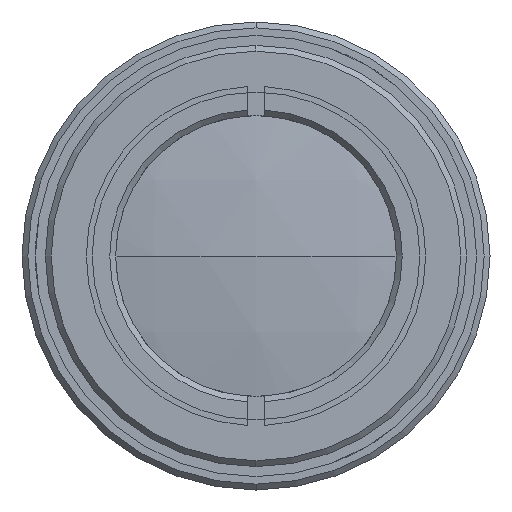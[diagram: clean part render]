
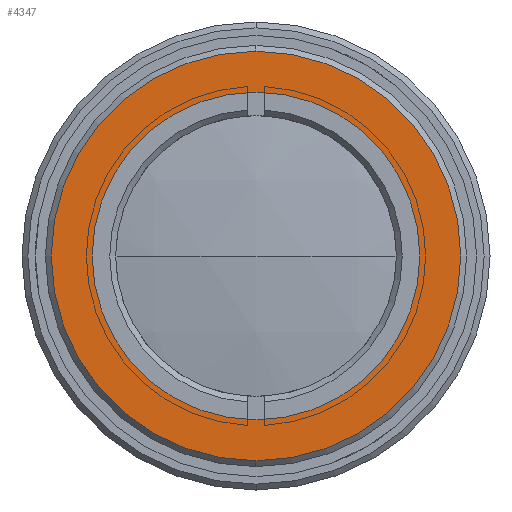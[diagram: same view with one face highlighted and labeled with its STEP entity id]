
A CAD part, left-side view. The second image highlights one B-rep face of the part: STEP entity #4347.
In plain terms, the highlighted planar face has unit normal (-1, 0, 0).
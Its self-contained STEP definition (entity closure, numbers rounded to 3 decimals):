
#35 = AXIS2_PLACEMENT_3D ( 'NONE', #2681, #2712, #2699 ) ;
#41 = AXIS2_PLACEMENT_3D ( 'NONE', #3218, #3097, #3069 ) ;
#57 = AXIS2_PLACEMENT_3D ( 'NONE', #3413, #3402, #3400 ) ;
#70 = AXIS2_PLACEMENT_3D ( 'NONE', #4073, #3996, #4047 ) ;
#114 = EDGE_CURVE ( 'NONE', #1536, #3743, #163, .T. ) ;
#163 = CIRCLE ( 'NONE', #70, 17.5 ) ;
#168 = EDGE_CURVE ( 'NONE', #3743, #1536, #1200, .T. ) ;
#183 = EDGE_CURVE ( 'NONE', #3367, #1030, #450, .T. ) ;
#205 = EDGE_CURVE ( 'NONE', #1030, #3367, #4296, .T. ) ;
#256 = CARTESIAN_POINT ( 'NONE',  ( 132.34, 0., -17.5 ) ) ;
#450 = CIRCLE ( 'NONE', #41, 14. ) ;
#457 = CARTESIAN_POINT ( 'NONE',  ( 132.34, 17.5, 0. ) ) ;
#458 = ORIENTED_EDGE ( 'NONE', *, *, #114, .T. ) ;
#607 = ORIENTED_EDGE ( 'NONE', *, *, #168, .T. ) ;
#797 = DIRECTION ( 'NONE',  ( 0., 0., -1. ) ) ;
#1030 = VERTEX_POINT ( 'NONE', #1753 ) ;
#1200 = CIRCLE ( 'NONE', #57, 17.5 ) ;
#1536 = VERTEX_POINT ( 'NONE', #256 ) ;
#1753 = CARTESIAN_POINT ( 'NONE',  ( 132.34, 0., -14. ) ) ;
#1786 = EDGE_LOOP ( 'NONE', ( #607, #458 ) ) ;
#1902 = EDGE_LOOP ( 'NONE', ( #3082, #3868 ) ) ;
#2681 = CARTESIAN_POINT ( 'NONE',  ( 132.34, 0., 0. ) ) ;
#2699 = DIRECTION ( 'NONE',  ( 0., 0., 1. ) ) ;
#2711 = AXIS2_PLACEMENT_3D ( 'NONE', #457, #2878, #797 ) ;
#2712 = DIRECTION ( 'NONE',  ( -1., 0., 0. ) ) ;
#2878 = DIRECTION ( 'NONE',  ( 1., 0., 0. ) ) ;
#3069 = DIRECTION ( 'NONE',  ( 0., 0., 1. ) ) ;
#3082 = ORIENTED_EDGE ( 'NONE', *, *, #183, .F. ) ;
#3097 = DIRECTION ( 'NONE',  ( -1., 0., 0. ) ) ;
#3218 = CARTESIAN_POINT ( 'NONE',  ( 132.34, 0., 0. ) ) ;
#3304 = FACE_OUTER_BOUND ( 'NONE', #1786, .T. ) ;
#3364 = CARTESIAN_POINT ( 'NONE',  ( 132.34, 0., 14. ) ) ;
#3367 = VERTEX_POINT ( 'NONE', #3364 ) ;
#3400 = DIRECTION ( 'NONE',  ( 0., 0., 1. ) ) ;
#3402 = DIRECTION ( 'NONE',  ( -1., 0., 0. ) ) ;
#3413 = CARTESIAN_POINT ( 'NONE',  ( 132.34, 0., 0. ) ) ;
#3517 = CARTESIAN_POINT ( 'NONE',  ( 132.34, 0., 17.5 ) ) ;
#3546 = PLANE ( 'NONE',  #2711 ) ;
#3743 = VERTEX_POINT ( 'NONE', #3517 ) ;
#3868 = ORIENTED_EDGE ( 'NONE', *, *, #205, .F. ) ;
#3996 = DIRECTION ( 'NONE',  ( -1., 0., 0. ) ) ;
#4047 = DIRECTION ( 'NONE',  ( 0., 0., 1. ) ) ;
#4073 = CARTESIAN_POINT ( 'NONE',  ( 132.34, 0., 0. ) ) ;
#4165 = FACE_BOUND ( 'NONE', #1902, .T. ) ;
#4296 = CIRCLE ( 'NONE', #35, 14. ) ;
#4347 = ADVANCED_FACE ( 'NONE', ( #4165, #3304 ), #3546, .F. ) ;
